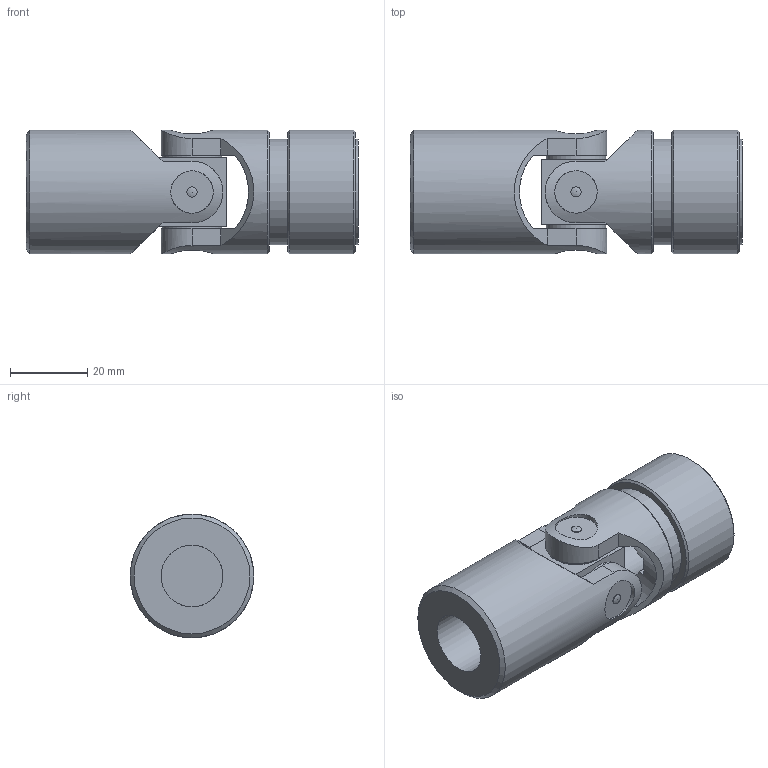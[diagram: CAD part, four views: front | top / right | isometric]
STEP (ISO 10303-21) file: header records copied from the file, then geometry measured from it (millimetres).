
FILE_DESCRIPTION( ( 'STEP AP214' ), '1' );
FILE_NAME( 'SH0R_161C1_2_14b.stp', ' ', ( ' ' ), ( ' ' ), 'PSStep 15.0.47', 'PARTsolutions', ' ' );
FILE_SCHEMA( ( 'AUTOMOTIVE_DESIGN { 1 0 10303 214 1 1 1 1 }' ) );
Length unit declared in the file: millimetre
Products named in the file (4): SH0R 161C1; HI_1HR2-3; HI_1HR-2; HI_1HR1-1
Assembly tree (3 placements, depth 2):
  SH0R 161C1
    HI_1HR2-3
    HI_1HR-2
    HI_1HR1-1
Bounding box: 86 x 32 x 32 mm (x, y, z)
Volume: 47428.8 mm3; surface area: 16825.8 mm2
Topology: 3 solids, 3 shells, 76 faces, 181 edges, 122 vertices
Faces by surface type: plane 41, cylinder 24, cone 4, sphere 4, torus 3
Full cylindrical faces by diameter (mm): 2.64 x4, 11 x4, 15.5 x4, 16 x1, 27.4 x2, 32 x3
Entity records: 3399 total; most frequent: CARTESIAN_POINT 1167, DIRECTION 323, ORIENTED_EDGE 268, EDGE_CURVE 134, AXIS2_PLACEMENT_3D 130, EDGE_LOOP 118, VERTEX_POINT 106, FACE_OUTER_BOUND 95
